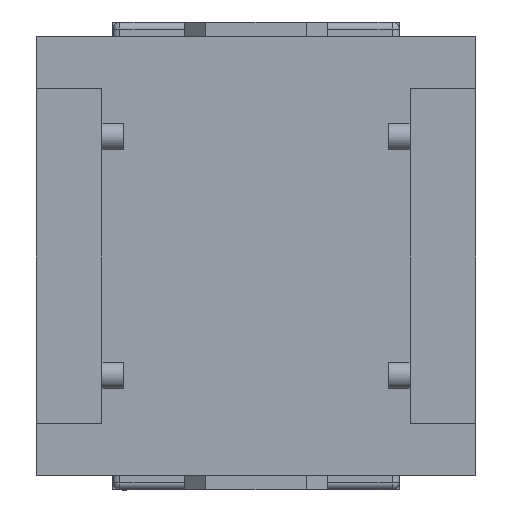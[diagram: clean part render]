
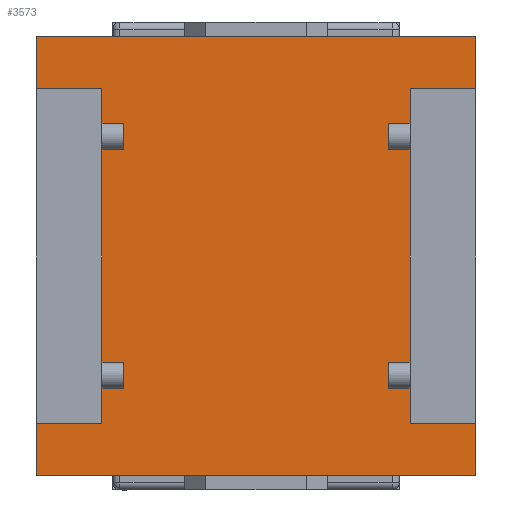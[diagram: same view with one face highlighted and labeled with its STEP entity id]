
A CAD part, front view. The second image highlights one B-rep face of the part: STEP entity #3573.
In plain terms, the highlighted planar face has unit normal (0, -1, 0).
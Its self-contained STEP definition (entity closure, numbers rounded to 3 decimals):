
#42 = VERTEX_POINT ( 'NONE', #1203 ) ;
#223 = DIRECTION ( 'NONE',  ( -1., 0., 0. ) ) ;
#266 = VERTEX_POINT ( 'NONE', #6611 ) ;
#271 = LINE ( 'NONE', #3618, #3063 ) ;
#397 = ORIENTED_EDGE ( 'NONE', *, *, #6489, .F. ) ;
#502 = CARTESIAN_POINT ( 'NONE',  ( 4.6, 0., 4.6 ) ) ;
#630 = PLANE ( 'NONE',  #4496 ) ;
#667 = LINE ( 'NONE', #5507, #753 ) ;
#724 = VECTOR ( 'NONE', #5567, 1000. ) ;
#753 = VECTOR ( 'NONE', #1995, 1000. ) ;
#830 = VECTOR ( 'NONE', #223, 1000. ) ;
#943 = EDGE_CURVE ( 'NONE', #4976, #2946, #2755, .T. ) ;
#990 = EDGE_CURVE ( 'NONE', #2267, #5794, #3075, .T. ) ;
#1054 = EDGE_CURVE ( 'NONE', #2364, #3367, #2818, .T. ) ;
#1203 = CARTESIAN_POINT ( 'NONE',  ( -4.6, 0., 3.5 ) ) ;
#1211 = VECTOR ( 'NONE', #1714, 1000. ) ;
#1217 = LINE ( 'NONE', #5947, #5344 ) ;
#1318 = DIRECTION ( 'NONE',  ( 0., 0., -1. ) ) ;
#1528 = VECTOR ( 'NONE', #2383, 1000. ) ;
#1617 = EDGE_CURVE ( 'NONE', #5806, #4976, #3596, .T. ) ;
#1658 = DIRECTION ( 'NONE',  ( 0., 0., -1. ) ) ;
#1666 = CARTESIAN_POINT ( 'NONE',  ( -4.6, 0., -3.5 ) ) ;
#1714 = DIRECTION ( 'NONE',  ( 1., 0., 0. ) ) ;
#1995 = DIRECTION ( 'NONE',  ( -1., 0., 0. ) ) ;
#2241 = LINE ( 'NONE', #502, #724 ) ;
#2267 = VERTEX_POINT ( 'NONE', #2830 ) ;
#2293 = CARTESIAN_POINT ( 'NONE',  ( -4.6, 0., -4.6 ) ) ;
#2364 = VERTEX_POINT ( 'NONE', #5411 ) ;
#2383 = DIRECTION ( 'NONE',  ( -1., 0., 0. ) ) ;
#2480 = ORIENTED_EDGE ( 'NONE', *, *, #5664, .F. ) ;
#2485 = VERTEX_POINT ( 'NONE', #4500 ) ;
#2704 = DIRECTION ( 'NONE',  ( 0., -1., 0. ) ) ;
#2718 = LINE ( 'NONE', #1666, #1211 ) ;
#2755 = LINE ( 'NONE', #5945, #6182 ) ;
#2818 = LINE ( 'NONE', #2976, #6577 ) ;
#2830 = CARTESIAN_POINT ( 'NONE',  ( 3.225, 0., -3.5 ) ) ;
#2869 = LINE ( 'NONE', #4401, #5979 ) ;
#2878 = LINE ( 'NONE', #3859, #1528 ) ;
#2946 = VERTEX_POINT ( 'NONE', #6128 ) ;
#2951 = DIRECTION ( 'NONE',  ( 1., 0., 0. ) ) ;
#2976 = CARTESIAN_POINT ( 'NONE',  ( -4.6, 0., 4.6 ) ) ;
#3014 = ORIENTED_EDGE ( 'NONE', *, *, #6268, .F. ) ;
#3060 = ORIENTED_EDGE ( 'NONE', *, *, #6074, .F. ) ;
#3063 = VECTOR ( 'NONE', #3595, 1000. ) ;
#3075 = LINE ( 'NONE', #6016, #3853 ) ;
#3318 = CARTESIAN_POINT ( 'NONE',  ( -4.6, 0., -4.6 ) ) ;
#3324 = EDGE_CURVE ( 'NONE', #4654, #2267, #2869, .T. ) ;
#3367 = VERTEX_POINT ( 'NONE', #6494 ) ;
#3390 = ORIENTED_EDGE ( 'NONE', *, *, #990, .F. ) ;
#3421 = VECTOR ( 'NONE', #6153, 1000. ) ;
#3570 = CARTESIAN_POINT ( 'NONE',  ( -4.6, 0., 4.6 ) ) ;
#3573 = ADVANCED_FACE ( 'NONE', ( #4720 ), #630, .T. ) ;
#3595 = DIRECTION ( 'NONE',  ( 0., 0., 1. ) ) ;
#3596 = LINE ( 'NONE', #2293, #830 ) ;
#3618 = CARTESIAN_POINT ( 'NONE',  ( -3.225, 0., -3.5 ) ) ;
#3807 = ORIENTED_EDGE ( 'NONE', *, *, #943, .F. ) ;
#3850 = ORIENTED_EDGE ( 'NONE', *, *, #4437, .F. ) ;
#3853 = VECTOR ( 'NONE', #2951, 1000. ) ;
#3859 = CARTESIAN_POINT ( 'NONE',  ( -4.6, 0., 3.5 ) ) ;
#4091 = ORIENTED_EDGE ( 'NONE', *, *, #1617, .F. ) ;
#4269 = CARTESIAN_POINT ( 'NONE',  ( 4.6, 0., -3.5 ) ) ;
#4362 = DIRECTION ( 'NONE',  ( 0., 0., 1. ) ) ;
#4401 = CARTESIAN_POINT ( 'NONE',  ( 3.225, 0., 3.5 ) ) ;
#4411 = CARTESIAN_POINT ( 'NONE',  ( 3.225, 0., 3.5 ) ) ;
#4437 = EDGE_CURVE ( 'NONE', #2485, #266, #271, .T. ) ;
#4496 = AXIS2_PLACEMENT_3D ( 'NONE', #5161, #2704, #1658 ) ;
#4498 = ORIENTED_EDGE ( 'NONE', *, *, #4725, .F. ) ;
#4500 = CARTESIAN_POINT ( 'NONE',  ( -3.225, 0., -3.5 ) ) ;
#4654 = VERTEX_POINT ( 'NONE', #4411 ) ;
#4720 = FACE_OUTER_BOUND ( 'NONE', #6578, .T. ) ;
#4725 = EDGE_CURVE ( 'NONE', #5937, #4654, #667, .T. ) ;
#4851 = LINE ( 'NONE', #3570, #3421 ) ;
#4854 = CARTESIAN_POINT ( 'NONE',  ( 4.6, 0., 3.5 ) ) ;
#4976 = VERTEX_POINT ( 'NONE', #3318 ) ;
#4990 = DIRECTION ( 'NONE',  ( 1., 0., 0. ) ) ;
#5161 = CARTESIAN_POINT ( 'NONE',  ( 0., 0., 0. ) ) ;
#5202 = ORIENTED_EDGE ( 'NONE', *, *, #6378, .F. ) ;
#5315 = CARTESIAN_POINT ( 'NONE',  ( 4.6, 0., -4.6 ) ) ;
#5344 = VECTOR ( 'NONE', #6084, 1000. ) ;
#5411 = CARTESIAN_POINT ( 'NONE',  ( -4.6, 0., 4.6 ) ) ;
#5507 = CARTESIAN_POINT ( 'NONE',  ( 3.225, 0., 3.5 ) ) ;
#5567 = DIRECTION ( 'NONE',  ( 0., 0., -1. ) ) ;
#5664 = EDGE_CURVE ( 'NONE', #42, #2364, #4851, .T. ) ;
#5794 = VERTEX_POINT ( 'NONE', #4269 ) ;
#5806 = VERTEX_POINT ( 'NONE', #5315 ) ;
#5837 = ORIENTED_EDGE ( 'NONE', *, *, #3324, .F. ) ;
#5937 = VERTEX_POINT ( 'NONE', #4854 ) ;
#5945 = CARTESIAN_POINT ( 'NONE',  ( -4.6, 0., 4.6 ) ) ;
#5947 = CARTESIAN_POINT ( 'NONE',  ( 4.6, 0., 4.6 ) ) ;
#5979 = VECTOR ( 'NONE', #1318, 1000. ) ;
#6016 = CARTESIAN_POINT ( 'NONE',  ( 3.225, 0., -3.5 ) ) ;
#6074 = EDGE_CURVE ( 'NONE', #5794, #5806, #1217, .T. ) ;
#6084 = DIRECTION ( 'NONE',  ( 0., 0., -1. ) ) ;
#6128 = CARTESIAN_POINT ( 'NONE',  ( -4.6, 0., -3.5 ) ) ;
#6153 = DIRECTION ( 'NONE',  ( 0., 0., 1. ) ) ;
#6182 = VECTOR ( 'NONE', #4362, 1000. ) ;
#6268 = EDGE_CURVE ( 'NONE', #266, #42, #2878, .T. ) ;
#6363 = ORIENTED_EDGE ( 'NONE', *, *, #1054, .F. ) ;
#6378 = EDGE_CURVE ( 'NONE', #3367, #5937, #2241, .T. ) ;
#6489 = EDGE_CURVE ( 'NONE', #2946, #2485, #2718, .T. ) ;
#6494 = CARTESIAN_POINT ( 'NONE',  ( 4.6, 0., 4.6 ) ) ;
#6577 = VECTOR ( 'NONE', #4990, 1000. ) ;
#6578 = EDGE_LOOP ( 'NONE', ( #3014, #3850, #397, #3807, #4091, #3060, #3390, #5837, #4498, #5202, #6363, #2480 ) ) ;
#6611 = CARTESIAN_POINT ( 'NONE',  ( -3.225, 0., 3.5 ) ) ;
